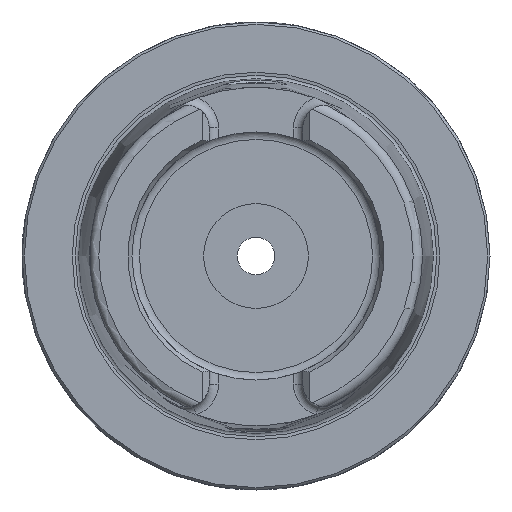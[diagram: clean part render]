
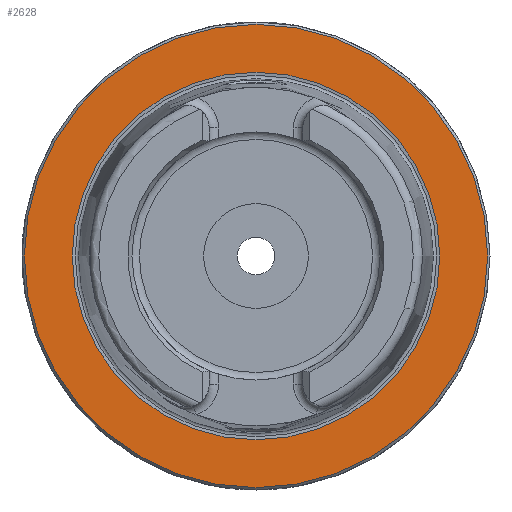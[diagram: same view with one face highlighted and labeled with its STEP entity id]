
A CAD part, left-side view. The second image highlights one B-rep face of the part: STEP entity #2628.
In plain terms, the highlighted planar face has unit normal (-1, 0, 0).
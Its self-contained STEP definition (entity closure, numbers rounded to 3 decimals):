
#127=FACE_BOUND('',#696,.T.);
#163=PLANE('',#3000);
#551=FACE_OUTER_BOUND('',#695,.T.);
#695=EDGE_LOOP('',(#2411,#2412));
#696=EDGE_LOOP('',(#2413,#2414));
#917=CIRCLE('',#2997,39.275);
#918=CIRCLE('',#2998,39.275);
#920=CIRCLE('',#3001,49.5);
#921=CIRCLE('',#3002,49.5);
#1214=VERTEX_POINT('',#5550);
#1215=VERTEX_POINT('',#5552);
#1216=VERTEX_POINT('',#5557);
#1217=VERTEX_POINT('',#5558);
#1619=EDGE_CURVE('',#1215,#1214,#917,.T.);
#1620=EDGE_CURVE('',#1214,#1215,#918,.T.);
#1622=EDGE_CURVE('',#1216,#1217,#920,.T.);
#1623=EDGE_CURVE('',#1217,#1216,#921,.T.);
#2411=ORIENTED_EDGE('',*,*,#1622,.F.);
#2412=ORIENTED_EDGE('',*,*,#1623,.F.);
#2413=ORIENTED_EDGE('',*,*,#1619,.T.);
#2414=ORIENTED_EDGE('',*,*,#1620,.T.);
#2628=ADVANCED_FACE('',(#551,#127),#163,.T.);
#2997=AXIS2_PLACEMENT_3D('',#5553,#3813,#3814);
#2998=AXIS2_PLACEMENT_3D('',#5554,#3815,#3816);
#3000=AXIS2_PLACEMENT_3D('',#5556,#3819,#3820);
#3001=AXIS2_PLACEMENT_3D('',#5559,#3821,#3822);
#3002=AXIS2_PLACEMENT_3D('',#5560,#3823,#3824);
#3813=DIRECTION('center_axis',(1.,0.,0.));
#3814=DIRECTION('ref_axis',(0.,0.,-1.));
#3815=DIRECTION('center_axis',(1.,0.,0.));
#3816=DIRECTION('ref_axis',(0.,0.,-1.));
#3819=DIRECTION('center_axis',(-1.,0.,0.));
#3820=DIRECTION('ref_axis',(0.,0.,1.));
#3821=DIRECTION('center_axis',(1.,0.,0.));
#3822=DIRECTION('ref_axis',(0.,0.,-1.));
#3823=DIRECTION('center_axis',(1.,0.,0.));
#3824=DIRECTION('ref_axis',(0.,0.,-1.));
#5550=CARTESIAN_POINT('',(0.,-39.275,0.));
#5552=CARTESIAN_POINT('',(0.,39.275,0.));
#5553=CARTESIAN_POINT('Origin',(0.,0.,0.));
#5554=CARTESIAN_POINT('Origin',(0.,0.,0.));
#5556=CARTESIAN_POINT('Origin',(0.,49.5,0.));
#5557=CARTESIAN_POINT('',(0.,49.5,0.));
#5558=CARTESIAN_POINT('',(0.,-49.5,0.));
#5559=CARTESIAN_POINT('Origin',(0.,0.,0.));
#5560=CARTESIAN_POINT('Origin',(0.,0.,0.));
